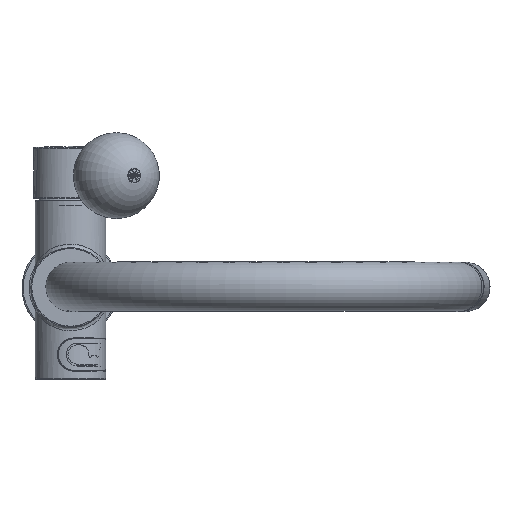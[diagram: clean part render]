
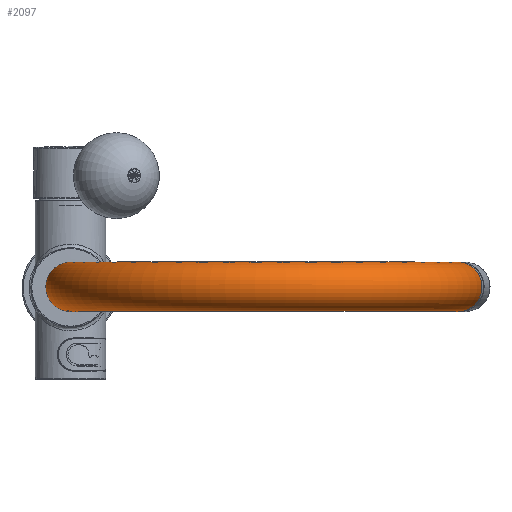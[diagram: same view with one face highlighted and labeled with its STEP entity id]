
A CAD part, top view. The second image highlights one B-rep face of the part: STEP entity #2097.
In plain terms, the highlighted toroidal (fillet/blend) face has major radius 110.5 mm and minor radius 14 mm.
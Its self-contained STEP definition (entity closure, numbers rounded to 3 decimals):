
#76=TOROIDAL_SURFACE('',#2672,110.5,14.);
#160=CIRCLE('',#2673,14.);
#161=CIRCLE('',#2674,14.);
#459=ORIENTED_EDGE('',*,*,#1035,.F.);
#460=ORIENTED_EDGE('',*,*,#1036,.T.);
#461=ORIENTED_EDGE('',*,*,#1037,.F.);
#462=ORIENTED_EDGE('',*,*,#1038,.T.);
#1035=EDGE_CURVE('',#1334,#1335,#160,.T.);
#1036=EDGE_CURVE('',#1334,#1336,#1549,.T.);
#1037=EDGE_CURVE('',#1337,#1336,#161,.T.);
#1038=EDGE_CURVE('',#1337,#1335,#1550,.T.);
#1334=VERTEX_POINT('',#4864);
#1335=VERTEX_POINT('',#4865);
#1336=VERTEX_POINT('',#4900);
#1337=VERTEX_POINT('',#4902);
#1549=B_SPLINE_CURVE_WITH_KNOTS('',3,(#4866,#4867,#4868,#4869,#4870,#4871,
#4872,#4873,#4874,#4875,#4876,#4877,#4878,#4879,#4880,#4881,#4882,#4883,
#4884,#4885,#4886,#4887,#4888,#4889,#4890,#4891,#4892,#4893,#4894,#4895,
#4896,#4897,#4898,#4899),.UNSPECIFIED.,.F.,.F.,(4,1,1,1,1,1,1,1,1,1,1,1,
1,1,1,1,1,1,1,1,1,1,1,1,1,1,1,1,1,1,1,4),(0.,0.021,
0.031,0.041,0.051,0.062,
0.072,0.082,0.092,0.102,
0.113,0.123,0.133,0.143,
0.154,0.164,0.174,0.184,
0.195,0.205,0.215,0.225,0.235,
0.246,0.256,0.266,0.276,
0.287,0.297,0.307,0.317,0.327),
 .UNSPECIFIED.);
#1550=B_SPLINE_CURVE_WITH_KNOTS('',3,(#4903,#4904,#4905,#4906,#4907,#4908,
#4909,#4910,#4911,#4912,#4913,#4914,#4915,#4916,#4917,#4918,#4919,#4920,
#4921,#4922,#4923,#4924,#4925,#4926,#4927,#4928,#4929,#4930,#4931,#4932,
#4933,#4934,#4935,#4936,#4937,#4938),.UNSPECIFIED.,.F.,.F.,(4,1,1,1,1,1,
1,1,1,1,1,1,1,1,1,1,1,1,1,1,1,1,1,1,1,1,1,1,1,1,1,1,1,4),(0.019,
0.03,0.04,0.05,0.06,
0.071,0.081,0.091,0.101,
0.111,0.122,0.132,0.142,
0.152,0.163,0.173,0.183,
0.193,0.203,0.214,0.219,
0.224,0.244,0.249,0.255,
0.265,0.275,0.285,0.295,0.306,
0.316,0.326,0.336,0.347),
 .UNSPECIFIED.);
#1731=EDGE_LOOP('',(#459,#460,#461,#462));
#1913=FACE_BOUND('',#1731,.T.);
#2097=ADVANCED_FACE('',(#1913),#76,.T.);
#2672=AXIS2_PLACEMENT_3D('',#4862,#2939,#2940);
#2673=AXIS2_PLACEMENT_3D('',#4863,#2941,#2942);
#2674=AXIS2_PLACEMENT_3D('',#4901,#2943,#2944);
#2939=DIRECTION('',(0.,1.,0.));
#2940=DIRECTION('',(0.,0.,-1.));
#2941=DIRECTION('',(0.,0.,-1.));
#2942=DIRECTION('',(-1.,0.,0.));
#2943=DIRECTION('',(0.174,0.,-0.985));
#2944=DIRECTION('',(-0.985,0.,-0.174));
#4862=CARTESIAN_POINT('',(110.5,0.,289.951));
#4863=CARTESIAN_POINT('',(0.,0.,289.951));
#4864=CARTESIAN_POINT('',(0.002,-14.,289.951));
#4865=CARTESIAN_POINT('',(0.002,14.,289.951));
#4866=CARTESIAN_POINT('',(0.002,-14.,289.951));
#4867=CARTESIAN_POINT('',(0.033,-14.,296.821));
#4868=CARTESIAN_POINT('',(1.025,-14.,306.984));
#4869=CARTESIAN_POINT('',(4.246,-13.999,320.361));
#4870=CARTESIAN_POINT('',(7.554,-13.999,330.03));
#4871=CARTESIAN_POINT('',(11.711,-13.998,339.302));
#4872=CARTESIAN_POINT('',(16.718,-13.997,348.189));
#4873=CARTESIAN_POINT('',(22.602,-13.997,356.676));
#4874=CARTESIAN_POINT('',(29.153,-13.996,364.464));
#4875=CARTESIAN_POINT('',(36.375,-13.995,371.611));
#4876=CARTESIAN_POINT('',(44.304,-13.994,378.128));
#4877=CARTESIAN_POINT('',(52.821,-13.993,383.887));
#4878=CARTESIAN_POINT('',(61.728,-13.993,388.777));
#4879=CARTESIAN_POINT('',(71.052,-13.992,392.839));
#4880=CARTESIAN_POINT('',(80.857,-13.992,396.066));
#4881=CARTESIAN_POINT('',(90.813,-13.991,398.341));
#4882=CARTESIAN_POINT('',(100.883,-13.991,399.688));
#4883=CARTESIAN_POINT('',(111.082,-13.991,400.109));
#4884=CARTESIAN_POINT('',(121.393,-13.991,399.572));
#4885=CARTESIAN_POINT('',(131.459,-13.991,398.102));
#4886=CARTESIAN_POINT('',(141.338,-13.992,395.724));
#4887=CARTESIAN_POINT('',(151.062,-13.992,392.408));
#4888=CARTESIAN_POINT('',(160.432,-13.993,388.202));
#4889=CARTESIAN_POINT('',(169.278,-13.994,383.203));
#4890=CARTESIAN_POINT('',(177.643,-13.994,377.412));
#4891=CARTESIAN_POINT('',(185.55,-13.995,370.771));
#4892=CARTESIAN_POINT('',(192.719,-13.996,363.508));
#4893=CARTESIAN_POINT('',(199.165,-13.997,355.655));
#4894=CARTESIAN_POINT('',(204.896,-13.998,347.199));
#4895=CARTESIAN_POINT('',(209.864,-13.998,338.152));
#4896=CARTESIAN_POINT('',(213.912,-13.999,328.825));
#4897=CARTESIAN_POINT('',(217.092,-13.999,319.165));
#4898=CARTESIAN_POINT('',(218.622,-14.,312.504));
#4899=CARTESIAN_POINT('',(219.234,-14.,309.123));
#4900=CARTESIAN_POINT('',(219.234,-14.,309.123));
#4901=CARTESIAN_POINT('',(219.321,0.,309.139));
#4902=CARTESIAN_POINT('',(219.234,14.,309.123));
#4903=CARTESIAN_POINT('',(219.234,14.,309.123));
#4904=CARTESIAN_POINT('',(218.626,14.,312.48));
#4905=CARTESIAN_POINT('',(217.089,13.999,319.185));
#4906=CARTESIAN_POINT('',(213.883,13.999,328.903));
#4907=CARTESIAN_POINT('',(209.828,13.998,338.217));
#4908=CARTESIAN_POINT('',(204.929,13.998,347.144));
#4909=CARTESIAN_POINT('',(199.139,13.997,355.696));
#4910=CARTESIAN_POINT('',(192.67,13.996,363.562));
#4911=CARTESIAN_POINT('',(185.529,13.995,370.786));
#4912=CARTESIAN_POINT('',(177.695,13.994,377.373));
#4913=CARTESIAN_POINT('',(169.227,13.994,383.239));
#4914=CARTESIAN_POINT('',(160.376,13.993,388.227));
#4915=CARTESIAN_POINT('',(151.106,13.992,392.389));
#4916=CARTESIAN_POINT('',(141.354,13.992,395.722));
#4917=CARTESIAN_POINT('',(131.408,13.991,398.114));
#4918=CARTESIAN_POINT('',(121.356,13.991,399.572));
#4919=CARTESIAN_POINT('',(111.182,13.991,400.108));
#4920=CARTESIAN_POINT('',(100.863,13.991,399.689));
#4921=CARTESIAN_POINT('',(90.774,13.991,398.333));
#4922=CARTESIAN_POINT('',(80.869,13.992,396.066));
#4923=CARTESIAN_POINT('',(72.769,13.992,393.409));
#4924=CARTESIAN_POINT('',(66.405,13.992,390.815));
#4925=CARTESIAN_POINT('',(57.135,13.993,386.523));
#4926=CARTESIAN_POINT('',(48.461,13.994,381.223));
#4927=CARTESIAN_POINT('',(40.402,13.995,374.921));
#4928=CARTESIAN_POINT('',(35.188,13.995,370.437));
#4929=CARTESIAN_POINT('',(29.142,13.996,364.453));
#4930=CARTESIAN_POINT('',(22.605,13.997,356.674));
#4931=CARTESIAN_POINT('',(16.789,13.997,348.303));
#4932=CARTESIAN_POINT('',(11.712,13.998,339.311));
#4933=CARTESIAN_POINT('',(7.553,13.999,330.024));
#4934=CARTESIAN_POINT('',(4.264,13.999,320.412));
#4935=CARTESIAN_POINT('',(1.853,14.,310.454));
#4936=CARTESIAN_POINT('',(0.369,14.,300.247));
#4937=CARTESIAN_POINT('',(0.018,14.,293.386));
#4938=CARTESIAN_POINT('',(0.002,14.,289.951));
